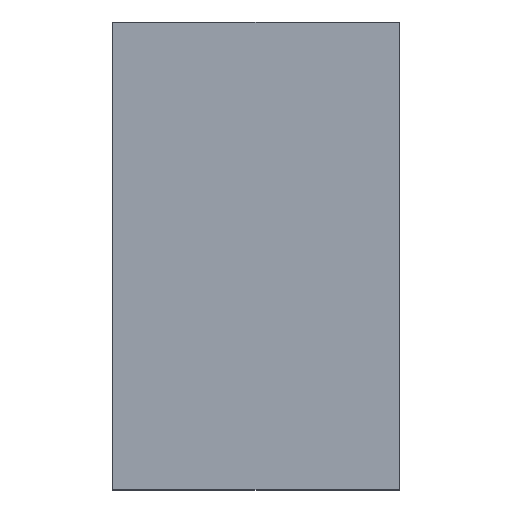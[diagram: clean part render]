
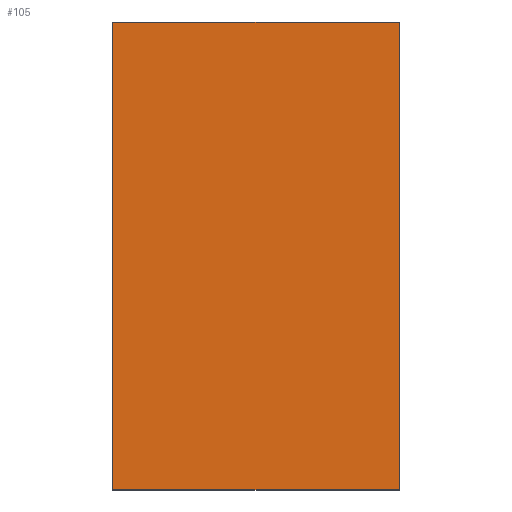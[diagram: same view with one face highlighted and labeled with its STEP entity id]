
A CAD part, top view. The second image highlights one B-rep face of the part: STEP entity #105.
In plain terms, the highlighted planar face has unit normal (0, 0, 1).
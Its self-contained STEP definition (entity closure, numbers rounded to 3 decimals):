
#19=FACE_OUTER_BOUND('',#25,.T.);
#25=EDGE_LOOP('',(#87,#88,#89,#90));
#29=LINE('',#155,#41);
#32=LINE('',#161,#44);
#35=LINE('',#167,#47);
#38=LINE('',#171,#50);
#41=VECTOR('',#127,10.);
#44=VECTOR('',#132,10.);
#47=VECTOR('',#137,10.);
#50=VECTOR('',#142,10.);
#53=VERTEX_POINT('',#152);
#54=VERTEX_POINT('',#154);
#56=VERTEX_POINT('',#160);
#58=VERTEX_POINT('',#166);
#61=EDGE_CURVE('',#54,#53,#29,.T.);
#64=EDGE_CURVE('',#56,#54,#32,.T.);
#67=EDGE_CURVE('',#58,#56,#35,.T.);
#70=EDGE_CURVE('',#53,#58,#38,.T.);
#87=ORIENTED_EDGE('',*,*,#70,.T.);
#88=ORIENTED_EDGE('',*,*,#67,.T.);
#89=ORIENTED_EDGE('',*,*,#64,.T.);
#90=ORIENTED_EDGE('',*,*,#61,.T.);
#99=PLANE('',#119);
#105=ADVANCED_FACE('',(#19),#99,.T.);
#119=AXIS2_PLACEMENT_3D('',#172,#143,#144);
#127=DIRECTION('',(0.,-1.,0.));
#132=DIRECTION('',(-1.,0.,0.));
#137=DIRECTION('',(0.,1.,0.));
#142=DIRECTION('',(1.,0.,0.));
#143=DIRECTION('center_axis',(0.,0.,1.));
#144=DIRECTION('ref_axis',(1.,0.,0.));
#152=CARTESIAN_POINT('',(0.,0.,0.78));
#154=CARTESIAN_POINT('',(0.,7.5,0.78));
#155=CARTESIAN_POINT('',(0.,7.5,0.78));
#160=CARTESIAN_POINT('',(4.6,7.5,0.78));
#161=CARTESIAN_POINT('',(4.6,7.5,0.78));
#166=CARTESIAN_POINT('',(4.6,0.,0.78));
#167=CARTESIAN_POINT('',(4.6,0.,0.78));
#171=CARTESIAN_POINT('',(0.,0.,0.78));
#172=CARTESIAN_POINT('Origin',(2.3,3.75,0.78));
